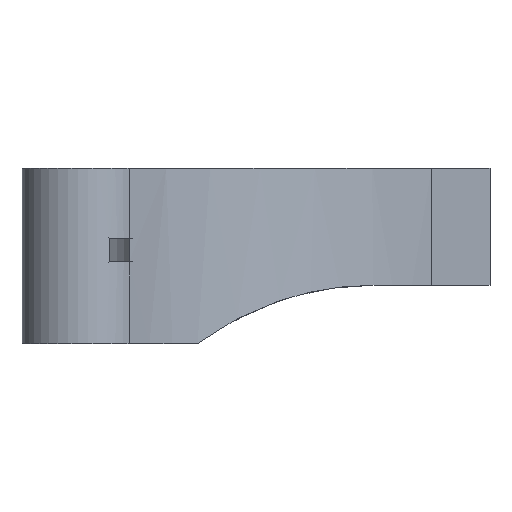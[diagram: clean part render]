
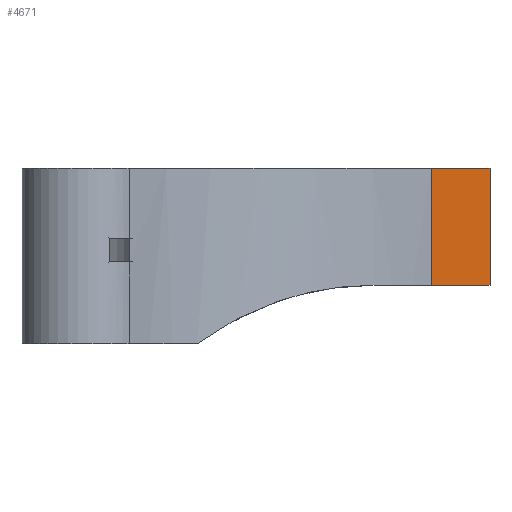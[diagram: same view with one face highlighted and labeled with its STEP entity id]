
A CAD part, left-side view. The second image highlights one B-rep face of the part: STEP entity #4671.
In plain terms, the highlighted planar face has unit normal (-1, 0, 0).
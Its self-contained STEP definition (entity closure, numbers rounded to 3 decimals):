
#291 = PLANE('',#292);
#292 = AXIS2_PLACEMENT_3D('',#293,#294,#295);
#293 = CARTESIAN_POINT('',(0.,70.,30.));
#294 = DIRECTION('',(0.,0.,1.));
#295 = DIRECTION('',(1.,0.,0.));
#1174 = VERTEX_POINT('',#1175);
#1175 = CARTESIAN_POINT('',(-25.,10.,30.));
#1190 = CYLINDRICAL_SURFACE('',#1191,62.25);
#1191 = AXIS2_PLACEMENT_3D('',#1192,#1193,#1194);
#1192 = CARTESIAN_POINT('',(-87.25,10.,0.));
#1193 = DIRECTION('',(0.,0.,-1.));
#1194 = DIRECTION('',(1.,0.,0.));
#1202 = EDGE_CURVE('',#1174,#1203,#1205,.T.);
#1203 = VERTEX_POINT('',#1204);
#1204 = CARTESIAN_POINT('',(-25.,0.,30.));
#1205 = SURFACE_CURVE('',#1206,(#1210,#1217),.PCURVE_S1.);
#1206 = LINE('',#1207,#1208);
#1207 = CARTESIAN_POINT('',(-25.,10.,30.));
#1208 = VECTOR('',#1209,1.);
#1209 = DIRECTION('',(0.,-1.,0.));
#1210 = PCURVE('',#291,#1211);
#1211 = DEFINITIONAL_REPRESENTATION('',(#1212),#1216);
#1212 = LINE('',#1213,#1214);
#1213 = CARTESIAN_POINT('',(-25.,-60.));
#1214 = VECTOR('',#1215,1.);
#1215 = DIRECTION('',(0.,-1.));
#1216 = ( GEOMETRIC_REPRESENTATION_CONTEXT(2) 
PARAMETRIC_REPRESENTATION_CONTEXT() REPRESENTATION_CONTEXT('2D SPACE',''
  ) );
#1217 = PCURVE('',#1218,#1223);
#1218 = PLANE('',#1219);
#1219 = AXIS2_PLACEMENT_3D('',#1220,#1221,#1222);
#1220 = CARTESIAN_POINT('',(-25.,10.,0.));
#1221 = DIRECTION('',(1.,0.,0.));
#1222 = DIRECTION('',(0.,-1.,0.));
#1223 = DEFINITIONAL_REPRESENTATION('',(#1224),#1228);
#1224 = LINE('',#1225,#1226);
#1225 = CARTESIAN_POINT('',(0.,-30.));
#1226 = VECTOR('',#1227,1.);
#1227 = DIRECTION('',(1.,0.));
#1228 = ( GEOMETRIC_REPRESENTATION_CONTEXT(2) 
PARAMETRIC_REPRESENTATION_CONTEXT() REPRESENTATION_CONTEXT('2D SPACE',''
  ) );
#1244 = PLANE('',#1245);
#1245 = AXIS2_PLACEMENT_3D('',#1246,#1247,#1248);
#1246 = CARTESIAN_POINT('',(0.,0.,0.));
#1247 = DIRECTION('',(0.,-1.,0.));
#1248 = DIRECTION('',(-1.,0.,0.));
#4566 = VERTEX_POINT('',#4567);
#4567 = CARTESIAN_POINT('',(-25.,10.,10.));
#4582 = PLANE('',#4583);
#4583 = AXIS2_PLACEMENT_3D('',#4584,#4585,#4586);
#4584 = CARTESIAN_POINT('',(0.,0.,10.));
#4585 = DIRECTION('',(0.,0.,-1.));
#4586 = DIRECTION('',(0.,1.,0.));
#4594 = EDGE_CURVE('',#4566,#1174,#4595,.T.);
#4595 = SURFACE_CURVE('',#4596,(#4600,#4607),.PCURVE_S1.);
#4596 = LINE('',#4597,#4598);
#4597 = CARTESIAN_POINT('',(-25.,10.,0.));
#4598 = VECTOR('',#4599,1.);
#4599 = DIRECTION('',(0.,0.,1.));
#4600 = PCURVE('',#1190,#4601);
#4601 = DEFINITIONAL_REPRESENTATION('',(#4602),#4606);
#4602 = LINE('',#4603,#4604);
#4603 = CARTESIAN_POINT('',(0.,0.));
#4604 = VECTOR('',#4605,1.);
#4605 = DIRECTION('',(0.,-1.));
#4606 = ( GEOMETRIC_REPRESENTATION_CONTEXT(2) 
PARAMETRIC_REPRESENTATION_CONTEXT() REPRESENTATION_CONTEXT('2D SPACE',''
  ) );
#4607 = PCURVE('',#1218,#4608);
#4608 = DEFINITIONAL_REPRESENTATION('',(#4609),#4613);
#4609 = LINE('',#4610,#4611);
#4610 = CARTESIAN_POINT('',(0.,0.));
#4611 = VECTOR('',#4612,1.);
#4612 = DIRECTION('',(0.,-1.));
#4613 = ( GEOMETRIC_REPRESENTATION_CONTEXT(2) 
PARAMETRIC_REPRESENTATION_CONTEXT() REPRESENTATION_CONTEXT('2D SPACE',''
  ) );
#4671 = ADVANCED_FACE('',(#4672),#1218,.F.);
#4672 = FACE_BOUND('',#4673,.F.);
#4673 = EDGE_LOOP('',(#4674,#4697,#4716,#4717));
#4674 = ORIENTED_EDGE('',*,*,#4675,.F.);
#4675 = EDGE_CURVE('',#4676,#1203,#4678,.T.);
#4676 = VERTEX_POINT('',#4677);
#4677 = CARTESIAN_POINT('',(-25.,0.,10.));
#4678 = SURFACE_CURVE('',#4679,(#4683,#4690),.PCURVE_S1.);
#4679 = LINE('',#4680,#4681);
#4680 = CARTESIAN_POINT('',(-25.,0.,0.));
#4681 = VECTOR('',#4682,1.);
#4682 = DIRECTION('',(0.,0.,1.));
#4683 = PCURVE('',#1218,#4684);
#4684 = DEFINITIONAL_REPRESENTATION('',(#4685),#4689);
#4685 = LINE('',#4686,#4687);
#4686 = CARTESIAN_POINT('',(10.,0.));
#4687 = VECTOR('',#4688,1.);
#4688 = DIRECTION('',(0.,-1.));
#4689 = ( GEOMETRIC_REPRESENTATION_CONTEXT(2) 
PARAMETRIC_REPRESENTATION_CONTEXT() REPRESENTATION_CONTEXT('2D SPACE',''
  ) );
#4690 = PCURVE('',#1244,#4691);
#4691 = DEFINITIONAL_REPRESENTATION('',(#4692),#4696);
#4692 = LINE('',#4693,#4694);
#4693 = CARTESIAN_POINT('',(25.,0.));
#4694 = VECTOR('',#4695,1.);
#4695 = DIRECTION('',(0.,-1.));
#4696 = ( GEOMETRIC_REPRESENTATION_CONTEXT(2) 
PARAMETRIC_REPRESENTATION_CONTEXT() REPRESENTATION_CONTEXT('2D SPACE',''
  ) );
#4697 = ORIENTED_EDGE('',*,*,#4698,.T.);
#4698 = EDGE_CURVE('',#4676,#4566,#4699,.T.);
#4699 = SURFACE_CURVE('',#4700,(#4704,#4710),.PCURVE_S1.);
#4700 = LINE('',#4701,#4702);
#4701 = CARTESIAN_POINT('',(-25.,5.,10.));
#4702 = VECTOR('',#4703,1.);
#4703 = DIRECTION('',(0.,1.,0.));
#4704 = PCURVE('',#1218,#4705);
#4705 = DEFINITIONAL_REPRESENTATION('',(#4706),#4709);
#4706 = B_SPLINE_CURVE_WITH_KNOTS('',1,(#4707,#4708),.UNSPECIFIED.,.F.,
  .F.,(2,2),(-5.,5.),.PIECEWISE_BEZIER_KNOTS.);
#4707 = CARTESIAN_POINT('',(10.,-10.));
#4708 = CARTESIAN_POINT('',(0.,-10.));
#4709 = ( GEOMETRIC_REPRESENTATION_CONTEXT(2) 
PARAMETRIC_REPRESENTATION_CONTEXT() REPRESENTATION_CONTEXT('2D SPACE',''
  ) );
#4710 = PCURVE('',#4582,#4711);
#4711 = DEFINITIONAL_REPRESENTATION('',(#4712),#4715);
#4712 = B_SPLINE_CURVE_WITH_KNOTS('',1,(#4713,#4714),.UNSPECIFIED.,.F.,
  .F.,(2,2),(-5.,5.),.PIECEWISE_BEZIER_KNOTS.);
#4713 = CARTESIAN_POINT('',(0.,-25.));
#4714 = CARTESIAN_POINT('',(10.,-25.));
#4715 = ( GEOMETRIC_REPRESENTATION_CONTEXT(2) 
PARAMETRIC_REPRESENTATION_CONTEXT() REPRESENTATION_CONTEXT('2D SPACE',''
  ) );
#4716 = ORIENTED_EDGE('',*,*,#4594,.T.);
#4717 = ORIENTED_EDGE('',*,*,#1202,.T.);
